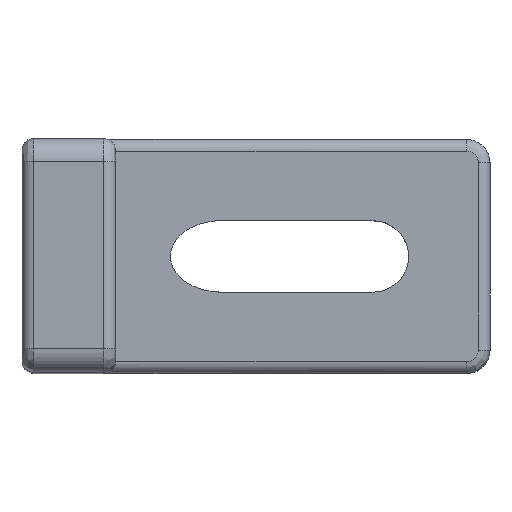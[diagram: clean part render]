
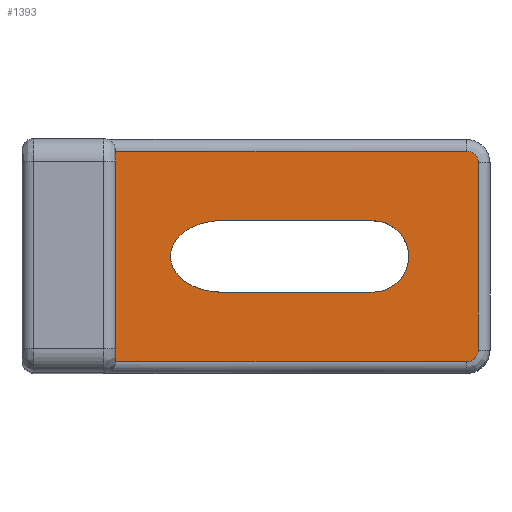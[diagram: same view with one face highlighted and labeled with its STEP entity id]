
A CAD part, top view. The second image highlights one B-rep face of the part: STEP entity #1393.
In plain terms, the highlighted planar face has unit normal (0, 0, 1).
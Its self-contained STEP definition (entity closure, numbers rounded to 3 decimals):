
#6 = VECTOR ( 'NONE', #1089, 1000. ) ;
#24 = LINE ( 'NONE', #1154, #797 ) ;
#32 = CARTESIAN_POINT ( 'NONE',  ( 24., 13.05, 8. ) ) ;
#33 = VERTEX_POINT ( 'NONE', #37 ) ;
#35 = CARTESIAN_POINT ( 'NONE',  ( 8.373, 6.95, 8. ) ) ;
#37 = CARTESIAN_POINT ( 'NONE',  ( 38., 19., 8. ) ) ;
#38 = AXIS2_PLACEMENT_3D ( 'NONE', #184, #937, #397 ) ;
#99 = LINE ( 'NONE', #426, #6 ) ;
#155 = VERTEX_POINT ( 'NONE', #621 ) ;
#184 = CARTESIAN_POINT ( 'NONE',  ( 24., 10., 8. ) ) ;
#205 = LINE ( 'NONE', #336, #1346 ) ;
#223 = VERTEX_POINT ( 'NONE', #749 ) ;
#224 = EDGE_LOOP ( 'NONE', ( #1435, #1017, #885, #534, #612, #1369 ) ) ;
#232 = CARTESIAN_POINT ( 'NONE',  ( 24., 1., 8. ) ) ;
#249 = CARTESIAN_POINT ( 'NONE',  ( 8.373, 13.05, 8. ) ) ;
#272 = CARTESIAN_POINT ( 'NONE',  ( 30., 13.05, 8. ) ) ;
#317 = LINE ( 'NONE', #232, #481 ) ;
#330 = CARTESIAN_POINT ( 'NONE',  ( 38., 19., 8. ) ) ;
#336 = CARTESIAN_POINT ( 'NONE',  ( 8., 10., 8. ) ) ;
#341 = FACE_OUTER_BOUND ( 'NONE', #224, .T. ) ;
#353 = ORIENTED_EDGE ( 'NONE', *, *, #883, .T. ) ;
#356 = CARTESIAN_POINT ( 'NONE',  ( 38.586, 1., 8. ) ) ;
#365 = DIRECTION ( 'NONE',  ( -1., 0., 0. ) ) ;
#370 = DIRECTION ( 'NONE',  ( 0., 0., -1. ) ) ;
#397 = DIRECTION ( 'NONE',  ( 1., 0., 0. ) ) ;
#414 = EDGE_CURVE ( 'NONE', #33, #733, #24, .T. ) ;
#426 = CARTESIAN_POINT ( 'NONE',  ( 24., 6.95, 8. ) ) ;
#429 = EDGE_CURVE ( 'NONE', #1242, #223, #1098, .T. ) ;
#435 = ORIENTED_EDGE ( 'NONE', *, *, #429, .T. ) ;
#439 = DIRECTION ( 'NONE',  ( 1., 0., 0. ) ) ;
#455 = EDGE_CURVE ( 'NONE', #780, #1156, #462, .T. ) ;
#462 = LINE ( 'NONE', #1076, #604 ) ;
#468 = ORIENTED_EDGE ( 'NONE', *, *, #503, .T. ) ;
#475 = VERTEX_POINT ( 'NONE', #959 ) ;
#481 = VECTOR ( 'NONE', #439, 1000. ) ;
#503 = EDGE_CURVE ( 'NONE', #223, #475, #99, .T. ) ;
#534 = ORIENTED_EDGE ( 'NONE', *, *, #455, .T. ) ;
#556 = EDGE_CURVE ( 'NONE', #780, #867, #1313, .T. ) ;
#578 = CARTESIAN_POINT ( 'NONE',  ( 38., 1., 8. ) ) ;
#604 = VECTOR ( 'NONE', #976, 1000. ) ;
#612 = ORIENTED_EDGE ( 'NONE', *, *, #1130, .F. ) ;
#621 = CARTESIAN_POINT ( 'NONE',  ( 8., 1., 8. ) ) ;
#639 = CARTESIAN_POINT ( 'NONE',  ( 39., 2., 8. ) ) ;
#643 = CARTESIAN_POINT ( 'NONE',  ( 39., 18., 8. ) ) ;
#652 = CARTESIAN_POINT ( 'NONE',  ( 39., 18.586, 8. ) ) ;
#673 =( BOUNDED_CURVE ( )  B_SPLINE_CURVE ( 3, ( #1028, #35, #249, #1158 ),
 .UNSPECIFIED., .F., .F. ) 
 B_SPLINE_CURVE_WITH_KNOTS ( ( 4, 4 ),
 ( 1.571, 4.712 ),
 .UNSPECIFIED. ) 
 CURVE ( )  GEOMETRIC_REPRESENTATION_ITEM ( )  RATIONAL_B_SPLINE_CURVE ( ( 1., 0.333, 0.333, 1. ) ) 
 REPRESENTATION_ITEM ( '' )  );
#682 = DIRECTION ( 'NONE',  ( 0., 1., 0. ) ) ;
#733 = VERTEX_POINT ( 'NONE', #1429 ) ;
#745 = VECTOR ( 'NONE', #1008, 1000. ) ;
#749 = CARTESIAN_POINT ( 'NONE',  ( 30., 6.95, 8. ) ) ;
#763 = CARTESIAN_POINT ( 'NONE',  ( 38.586, 19., 8. ) ) ;
#769 = CARTESIAN_POINT ( 'NONE',  ( 17., 13.05, 8. ) ) ;
#780 = VERTEX_POINT ( 'NONE', #639 ) ;
#790 = CARTESIAN_POINT ( 'NONE',  ( 38., 1., 8. ) ) ;
#797 = VECTOR ( 'NONE', #365, 1000. ) ;
#807 = EDGE_CURVE ( 'NONE', #155, #867, #317, .T. ) ;
#867 = VERTEX_POINT ( 'NONE', #578 ) ;
#874 = EDGE_CURVE ( 'NONE', #155, #733, #205, .T. ) ;
#883 = EDGE_CURVE ( 'NONE', #475, #1152, #673, .T. ) ;
#885 = ORIENTED_EDGE ( 'NONE', *, *, #556, .F. ) ;
#894 = LINE ( 'NONE', #32, #745 ) ;
#937 = DIRECTION ( 'NONE',  ( 0., 0., 1. ) ) ;
#959 = CARTESIAN_POINT ( 'NONE',  ( 17., 6.95, 8. ) ) ;
#976 = DIRECTION ( 'NONE',  ( 0., 1., 0. ) ) ;
#1003 =( BOUNDED_CURVE ( )  B_SPLINE_CURVE ( 3, ( #330, #763, #652, #1107 ),
 .UNSPECIFIED., .F., .F. ) 
 B_SPLINE_CURVE_WITH_KNOTS ( ( 4, 4 ),
 ( 0., 1. ),
 .UNSPECIFIED. ) 
 CURVE ( )  GEOMETRIC_REPRESENTATION_ITEM ( )  RATIONAL_B_SPLINE_CURVE ( ( 1., 0.805, 0.805, 1. ) ) 
 REPRESENTATION_ITEM ( '' )  );
#1008 = DIRECTION ( 'NONE',  ( 1., 0., 0. ) ) ;
#1017 = ORIENTED_EDGE ( 'NONE', *, *, #807, .T. ) ;
#1020 = ORIENTED_EDGE ( 'NONE', *, *, #1185, .T. ) ;
#1028 = CARTESIAN_POINT ( 'NONE',  ( 17., 6.95, 8. ) ) ;
#1047 = FACE_BOUND ( 'NONE', #1405, .T. ) ;
#1076 = CARTESIAN_POINT ( 'NONE',  ( 39., 10., 8. ) ) ;
#1089 = DIRECTION ( 'NONE',  ( -1., 0., 0. ) ) ;
#1098 = CIRCLE ( 'NONE', #1368, 3.05 ) ;
#1107 = CARTESIAN_POINT ( 'NONE',  ( 39., 18., 8. ) ) ;
#1130 = EDGE_CURVE ( 'NONE', #33, #1156, #1003, .T. ) ;
#1148 = DIRECTION ( 'NONE',  ( -1., 0., 0. ) ) ;
#1152 = VERTEX_POINT ( 'NONE', #769 ) ;
#1154 = CARTESIAN_POINT ( 'NONE',  ( 24., 19., 8. ) ) ;
#1156 = VERTEX_POINT ( 'NONE', #643 ) ;
#1158 = CARTESIAN_POINT ( 'NONE',  ( 17., 13.05, 8. ) ) ;
#1184 = PLANE ( 'NONE',  #38 ) ;
#1185 = EDGE_CURVE ( 'NONE', #1152, #1242, #894, .T. ) ;
#1242 = VERTEX_POINT ( 'NONE', #272 ) ;
#1260 = CARTESIAN_POINT ( 'NONE',  ( 39., 2., 8. ) ) ;
#1269 = CARTESIAN_POINT ( 'NONE',  ( 30., 10., 8. ) ) ;
#1313 =( BOUNDED_CURVE ( )  B_SPLINE_CURVE ( 3, ( #1260, #1355, #356, #790 ),
 .UNSPECIFIED., .F., .T. ) 
 B_SPLINE_CURVE_WITH_KNOTS ( ( 4, 4 ),
 ( 0., 1. ),
 .UNSPECIFIED. ) 
 CURVE ( )  GEOMETRIC_REPRESENTATION_ITEM ( )  RATIONAL_B_SPLINE_CURVE ( ( 1., 0.805, 0.805, 1. ) ) 
 REPRESENTATION_ITEM ( '' )  );
#1346 = VECTOR ( 'NONE', #682, 1000. ) ;
#1355 = CARTESIAN_POINT ( 'NONE',  ( 39., 1.414, 8. ) ) ;
#1368 = AXIS2_PLACEMENT_3D ( 'NONE', #1269, #370, #1148 ) ;
#1369 = ORIENTED_EDGE ( 'NONE', *, *, #414, .T. ) ;
#1393 = ADVANCED_FACE ( 'NONE', ( #1047, #341 ), #1184, .T. ) ;
#1405 = EDGE_LOOP ( 'NONE', ( #435, #468, #353, #1020 ) ) ;
#1429 = CARTESIAN_POINT ( 'NONE',  ( 8., 19., 8. ) ) ;
#1435 = ORIENTED_EDGE ( 'NONE', *, *, #874, .F. ) ;
